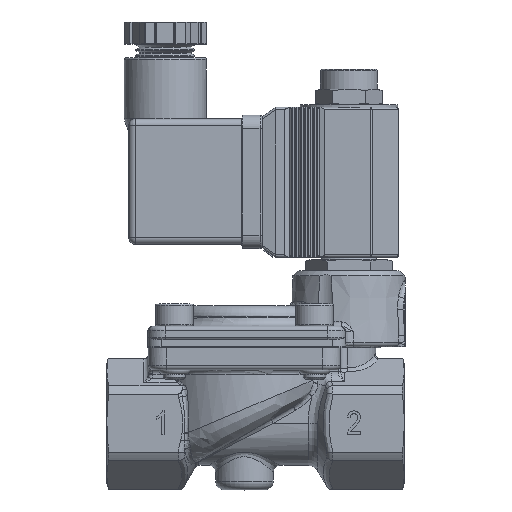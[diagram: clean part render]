
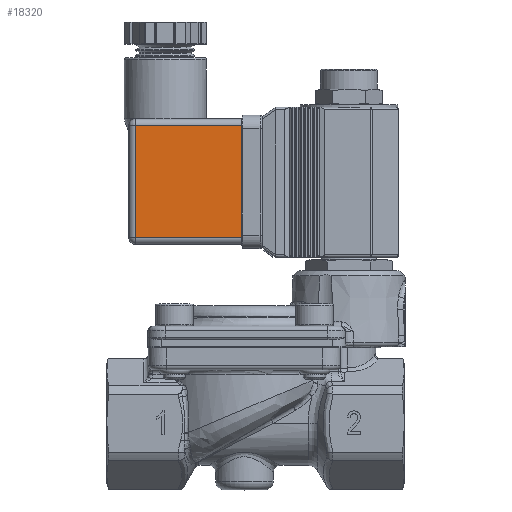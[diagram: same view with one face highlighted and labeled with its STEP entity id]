
A CAD part, top view. The second image highlights one B-rep face of the part: STEP entity #18320.
In plain terms, the highlighted planar face has unit normal (0, 0, 1).
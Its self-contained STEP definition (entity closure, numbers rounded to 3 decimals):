
#1714=LINE('',#30383,#2925);
#1735=LINE('',#30497,#2946);
#1751=LINE('',#30551,#2962);
#1752=LINE('',#30552,#2963);
#2925=VECTOR('',#23459,25.2);
#2946=VECTOR('',#23594,25.2);
#2962=VECTOR('',#23662,23.85);
#2963=VECTOR('',#23663,23.85);
#4558=FACE_OUTER_BOUND('',#5857,.T.);
#5857=EDGE_LOOP('',(#14304,#14305,#14306,#14307));
#8230=VERTEX_POINT('',#30373);
#8232=VERTEX_POINT('',#30379);
#8268=VERTEX_POINT('',#30492);
#8269=VERTEX_POINT('',#30496);
#10336=EDGE_CURVE('',#8232,#8230,#1714,.T.);
#10393=EDGE_CURVE('',#8269,#8268,#1735,.T.);
#10419=EDGE_CURVE('',#8268,#8232,#1751,.T.);
#10420=EDGE_CURVE('',#8269,#8230,#1752,.T.);
#14304=ORIENTED_EDGE('',*,*,#10419,.T.);
#14305=ORIENTED_EDGE('',*,*,#10336,.T.);
#14306=ORIENTED_EDGE('',*,*,#10420,.F.);
#14307=ORIENTED_EDGE('',*,*,#10393,.T.);
#17602=PLANE('',#19956);
#18320=ADVANCED_FACE('',(#4558),#17602,.T.);
#19956=AXIS2_PLACEMENT_3D('',#30550,#23660,#23661);
#23459=DIRECTION('',(0.,1.,0.));
#23594=DIRECTION('',(0.,-1.,0.));
#23660=DIRECTION('center_axis',(0.,0.,
1.));
#23661=DIRECTION('ref_axis',(0.,1.,0.));
#23662=DIRECTION('',(1.,0.,0.));
#23663=DIRECTION('',(1.,0.,0.));
#30373=CARTESIAN_POINT('',(-0.65,48.95,10.5));
#30379=CARTESIAN_POINT('',(-0.65,23.75,10.5));
#30383=CARTESIAN_POINT('',(-0.65,48.95,10.5));
#30492=CARTESIAN_POINT('',(-24.5,23.75,10.5));
#30496=CARTESIAN_POINT('',(-24.5,48.95,10.5));
#30497=CARTESIAN_POINT('',(-24.5,48.95,10.5));
#30550=CARTESIAN_POINT('Origin',(-26.,48.95,10.5));
#30551=CARTESIAN_POINT('',(-26.,23.75,10.5));
#30552=CARTESIAN_POINT('',(-26.,48.95,10.5));
